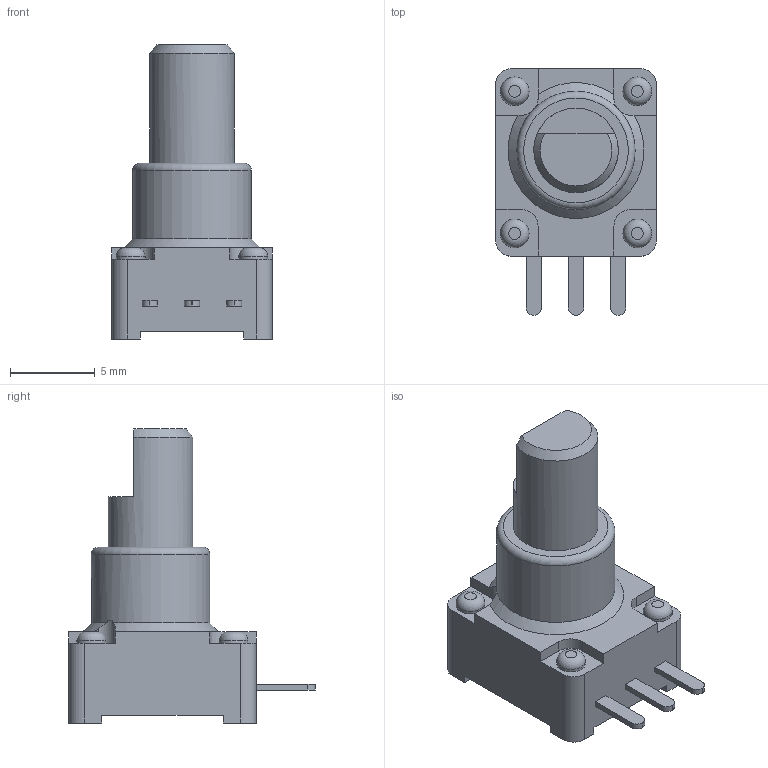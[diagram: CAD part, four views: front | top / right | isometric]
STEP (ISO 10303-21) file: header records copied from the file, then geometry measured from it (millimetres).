
FILE_DESCRIPTION(/* description */ ('Unknown'),/* implementation_level */ '2;1');
FILE_NAME(/* name */ 'RK09Y11L0001',/* time_stamp */ '2023-05-08T13:09:48+02:00',/* author */ ('Unknown'),/* organization */ ('Unknown'),/* preprocessor_version */ 'ST-DEVELOPER v18.102',/* originating_system */ 'Solid Edge',/* authorisation */ 'Unknown');
FILE_SCHEMA (('AUTOMOTIVE_DESIGN {1 0 10303 214 3 1 1}'));
Length unit declared in the file: millimetre
Products named in the file (1): RK09Y11L0001
Bounding box: 9.5 x 14.6 x 17.4 mm (x, y, z)
Volume: 823.8 mm3; surface area: 655.1 mm2
Topology: 1 solids, 1 shells, 84 faces, 221 edges, 147 vertices
Faces by surface type: plane 56, cylinder 20, torus 5, cone 3
Full cylindrical faces by diameter (mm): 1.7 x4, 5 x1, 7 x1
Entity records: 3102 total; most frequent: CARTESIAN_POINT 460, DIRECTION 416, ORIENTED_EDGE 408, EDGE_CURVE 204, LINE 142, VECTOR 142, VERTEX_POINT 141, AXIS2_PLACEMENT_3D 137
